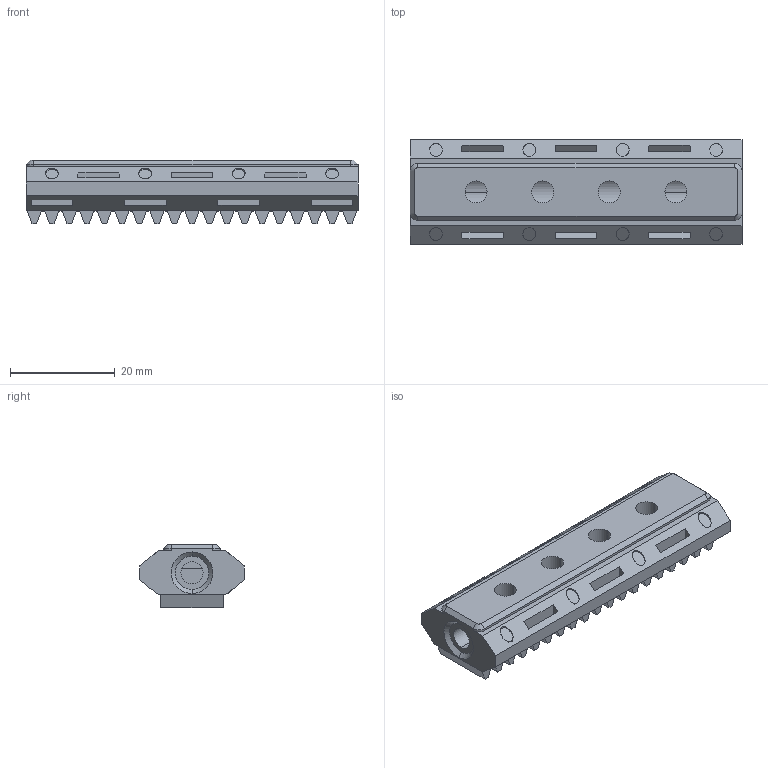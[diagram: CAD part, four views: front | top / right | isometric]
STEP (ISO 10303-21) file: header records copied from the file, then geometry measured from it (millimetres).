
FILE_DESCRIPTION (( 'STEP AP214' ), '1' );
FILE_NAME ('228-2500-216.STEP', '2014-03-06T20:52:27', ( '' ), ( '' ), 'SwSTEP 2.0', 'SolidWorks 2013', '' );
FILE_SCHEMA (( 'AUTOMOTIVE_DESIGN' ));
Length unit declared in the file: millimetre
Products named in the file (1): 228-2500-216
Bounding box: 63.3 x 19.86 x 12.16 mm (x, y, z)
Volume: 9107.2 mm3; surface area: 6768.9 mm2
Topology: 1 solids, 1 shells, 235 faces, 592 edges, 392 vertices
Faces by surface type: plane 189, cylinder 38, cone 8
Entity records: 9415 total; most frequent: CARTESIAN_POINT 1316, ORIENTED_EDGE 1184, DIRECTION 1092, EDGE_CURVE 592, VECTOR 500, LINE 500, VERTEX_POINT 392, AXIS2_PLACEMENT_3D 296
